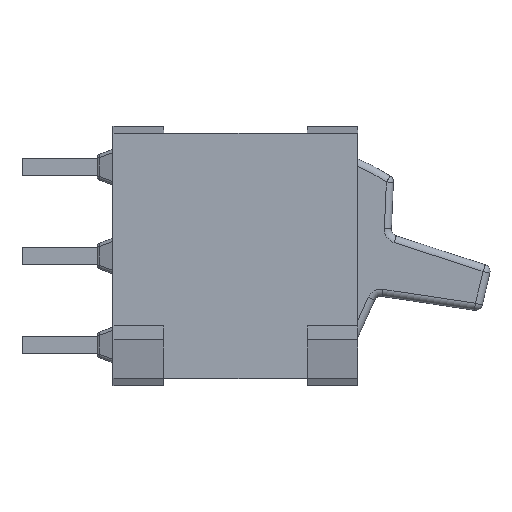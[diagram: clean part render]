
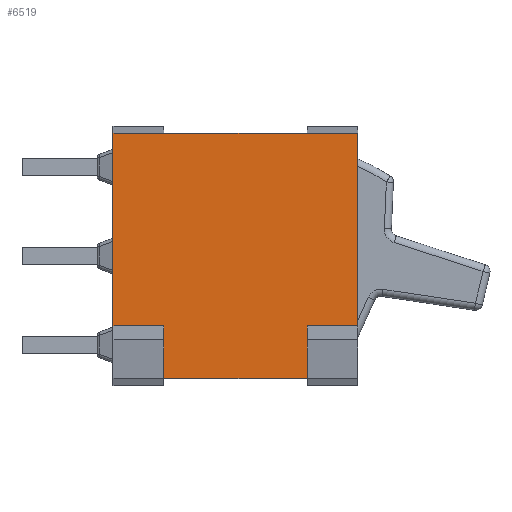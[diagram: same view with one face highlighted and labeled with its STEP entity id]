
A CAD part, top view. The second image highlights one B-rep face of the part: STEP entity #6519.
In plain terms, the highlighted planar face has unit normal (0, 0, 1).
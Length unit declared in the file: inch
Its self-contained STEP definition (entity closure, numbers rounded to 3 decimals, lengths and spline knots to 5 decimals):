
#5333=CARTESIAN_POINT('',(0.2185,0.1378,0.08858));
#5334=VERTEX_POINT('',#5333);
#5381=CARTESIAN_POINT('',(0.05709,0.1378,0.08858));
#5382=VERTEX_POINT('',#5381);
#5413=CARTESIAN_POINT('',(0.05709,-0.1378,0.08858));
#5414=VERTEX_POINT('',#5413);
#5461=CARTESIAN_POINT('',(0.2185,-0.1378,0.08858));
#5462=VERTEX_POINT('',#5461);
#5522=CARTESIAN_POINT('',(0.05709,0.1378,0.08858));
#5523=DIRECTION('',(1.0,0.0,0.0));
#5524=VECTOR('',#5523,0.16142);
#5525=LINE('',#5522,#5524);
#5526=EDGE_CURVE('',#5382,#5334,#5525,.T.);
#5635=CARTESIAN_POINT('',(0.0,0.1378,0.08858));
#5636=VERTEX_POINT('',#5635);
#5643=CARTESIAN_POINT('',(0.0,0.1378,0.08858));
#5644=DIRECTION('',(1.0,0.0,0.0));
#5645=VECTOR('',#5644,0.05709);
#5646=LINE('',#5643,#5645);
#5647=EDGE_CURVE('',#5636,#5382,#5646,.T.);
#5658=CARTESIAN_POINT('',(0.27559,0.1378,0.08858));
#5659=VERTEX_POINT('',#5658);
#5660=CARTESIAN_POINT('',(0.2185,0.1378,0.08858));
#5661=DIRECTION('',(1.0,0.0,0.0));
#5662=VECTOR('',#5661,0.05709);
#5663=LINE('',#5660,#5662);
#5664=EDGE_CURVE('',#5334,#5659,#5663,.T.);
#5736=CARTESIAN_POINT('',(0.05709,-0.1378,0.08858));
#5737=DIRECTION('',(1.0,0.0,0.0));
#5738=VECTOR('',#5737,0.16142);
#5739=LINE('',#5736,#5738);
#5740=EDGE_CURVE('',#5414,#5462,#5739,.T.);
#5895=CARTESIAN_POINT('',(0.2185,-0.07874,0.08858));
#5896=VERTEX_POINT('',#5895);
#5905=CARTESIAN_POINT('',(0.2185,-0.07874,0.08858));
#5906=DIRECTION('',(0.0,-1.0,0.0));
#5907=VECTOR('',#5906,0.05906);
#5908=LINE('',#5905,#5907);
#5909=EDGE_CURVE('',#5896,#5462,#5908,.T.);
#5935=CARTESIAN_POINT('',(0.05709,-0.07874,0.08858));
#5936=VERTEX_POINT('',#5935);
#5957=CARTESIAN_POINT('',(0.05709,-0.07874,0.08858));
#5958=DIRECTION('',(0.0,-1.0,0.0));
#5959=VECTOR('',#5958,0.05906);
#5960=LINE('',#5957,#5959);
#5961=EDGE_CURVE('',#5936,#5414,#5960,.T.);
#6048=CARTESIAN_POINT('',(0.0,-0.07874,0.08858));
#6049=VERTEX_POINT('',#6048);
#6050=CARTESIAN_POINT('',(0.0,-0.07874,0.08858));
#6051=DIRECTION('',(1.0,0.0,0.0));
#6052=VECTOR('',#6051,0.05709);
#6053=LINE('',#6050,#6052);
#6054=EDGE_CURVE('',#6049,#5936,#6053,.T.);
#6087=CARTESIAN_POINT('',(0.27559,-0.07874,0.08858));
#6088=VERTEX_POINT('',#6087);
#6095=CARTESIAN_POINT('',(0.2185,-0.07874,0.08858));
#6096=DIRECTION('',(1.0,0.0,0.0));
#6097=VECTOR('',#6096,0.05709);
#6098=LINE('',#6095,#6097);
#6099=EDGE_CURVE('',#5896,#6088,#6098,.T.);
#6492=CARTESIAN_POINT('',(-0.01378,-0.15157,0.08858));
#6493=DIRECTION('',(0.0,0.0,1.0));
#6494=DIRECTION('',(1.0,0.0,0.0));
#6495=AXIS2_PLACEMENT_3D('',#6492,#6493,#6494);
#6496=PLANE('',#6495);
#6497=ORIENTED_EDGE('',*,*,#6099,.T.);
#6498=CARTESIAN_POINT('',(0.27559,-0.07874,0.08858));
#6499=DIRECTION('',(0.0,1.0,0.0));
#6500=VECTOR('',#6499,0.21654);
#6501=LINE('',#6498,#6500);
#6502=EDGE_CURVE('',#6088,#5659,#6501,.T.);
#6503=ORIENTED_EDGE('',*,*,#6502,.T.);
#6504=ORIENTED_EDGE('',*,*,#5664,.F.);
#6505=ORIENTED_EDGE('',*,*,#5526,.F.);
#6506=ORIENTED_EDGE('',*,*,#5647,.F.);
#6507=CARTESIAN_POINT('',(0.0,0.1378,0.08858));
#6508=DIRECTION('',(0.0,-1.0,0.0));
#6509=VECTOR('',#6508,0.21654);
#6510=LINE('',#6507,#6509);
#6511=EDGE_CURVE('',#5636,#6049,#6510,.T.);
#6512=ORIENTED_EDGE('',*,*,#6511,.T.);
#6513=ORIENTED_EDGE('',*,*,#6054,.T.);
#6514=ORIENTED_EDGE('',*,*,#5961,.T.);
#6515=ORIENTED_EDGE('',*,*,#5740,.T.);
#6516=ORIENTED_EDGE('',*,*,#5909,.F.);
#6517=EDGE_LOOP('',(#6497,#6503,#6504,#6505,#6506,#6512,#6513,#6514,#6515,#6516));
#6518=FACE_OUTER_BOUND('',#6517,.T.);
#6519=ADVANCED_FACE('',(#6518),#6496,.T.);
